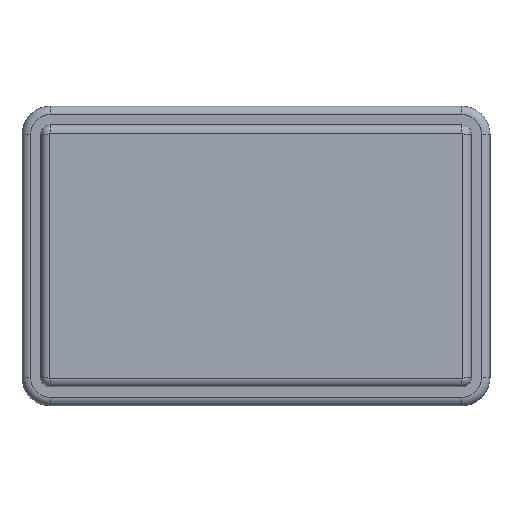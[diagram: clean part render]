
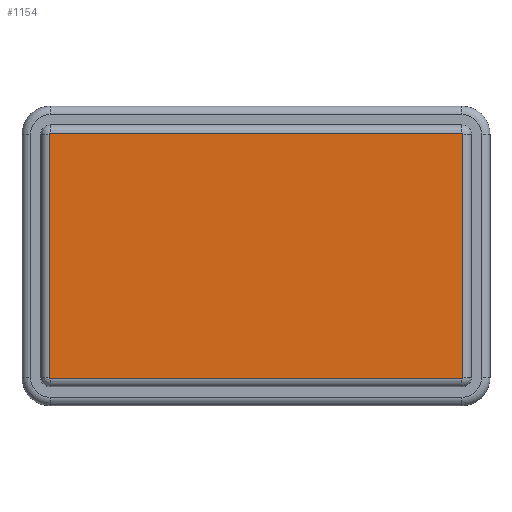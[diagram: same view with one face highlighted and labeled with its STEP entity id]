
A CAD part, top view. The second image highlights one B-rep face of the part: STEP entity #1154.
In plain terms, the highlighted planar face has unit normal (0, 0, 1).
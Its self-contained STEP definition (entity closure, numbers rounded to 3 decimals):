
#912 = VERTEX_POINT('',#913);
#913 = CARTESIAN_POINT('',(-2.21,-1.3,0.7));
#920 = EDGE_CURVE('',#912,#921,#923,.T.);
#921 = VERTEX_POINT('',#922);
#922 = CARTESIAN_POINT('',(-2.21,1.3,0.7));
#923 = LINE('',#924,#925);
#924 = CARTESIAN_POINT('',(-2.21,-1.3,0.7));
#925 = VECTOR('',#926,1.);
#926 = DIRECTION('',(0.,1.,0.));
#1011 = VERTEX_POINT('',#1012);
#1012 = CARTESIAN_POINT('',(-2.2,-1.31,0.7));
#1021 = EDGE_CURVE('',#1011,#912,#1022,.T.);
#1022 = CIRCLE('',#1023,0.01);
#1023 = AXIS2_PLACEMENT_3D('',#1024,#1025,#1026);
#1024 = CARTESIAN_POINT('',(-2.2,-1.3,0.7));
#1025 = DIRECTION('',(-0.,-0.,-1.));
#1026 = DIRECTION('',(0.,-1.,0.));
#1154 = ADVANCED_FACE('',(#1155),#1208,.T.);
#1155 = FACE_BOUND('',#1156,.T.);
#1156 = EDGE_LOOP('',(#1157,#1158,#1159,#1167,#1176,#1184,#1193,#1201));
#1157 = ORIENTED_EDGE('',*,*,#920,.F.);
#1158 = ORIENTED_EDGE('',*,*,#1021,.F.);
#1159 = ORIENTED_EDGE('',*,*,#1160,.F.);
#1160 = EDGE_CURVE('',#1161,#1011,#1163,.T.);
#1161 = VERTEX_POINT('',#1162);
#1162 = CARTESIAN_POINT('',(2.2,-1.31,0.7));
#1163 = LINE('',#1164,#1165);
#1164 = CARTESIAN_POINT('',(2.2,-1.31,0.7));
#1165 = VECTOR('',#1166,1.);
#1166 = DIRECTION('',(-1.,-0.,-0.));
#1167 = ORIENTED_EDGE('',*,*,#1168,.F.);
#1168 = EDGE_CURVE('',#1169,#1161,#1171,.T.);
#1169 = VERTEX_POINT('',#1170);
#1170 = CARTESIAN_POINT('',(2.21,-1.3,0.7));
#1171 = CIRCLE('',#1172,0.01);
#1172 = AXIS2_PLACEMENT_3D('',#1173,#1174,#1175);
#1173 = CARTESIAN_POINT('',(2.2,-1.3,0.7));
#1174 = DIRECTION('',(0.,0.,-1.));
#1175 = DIRECTION('',(1.,0.,0.));
#1176 = ORIENTED_EDGE('',*,*,#1177,.F.);
#1177 = EDGE_CURVE('',#1178,#1169,#1180,.T.);
#1178 = VERTEX_POINT('',#1179);
#1179 = CARTESIAN_POINT('',(2.21,1.3,0.7));
#1180 = LINE('',#1181,#1182);
#1181 = CARTESIAN_POINT('',(2.21,1.3,0.7));
#1182 = VECTOR('',#1183,1.);
#1183 = DIRECTION('',(-0.,-1.,-0.));
#1184 = ORIENTED_EDGE('',*,*,#1185,.F.);
#1185 = EDGE_CURVE('',#1186,#1178,#1188,.T.);
#1186 = VERTEX_POINT('',#1187);
#1187 = CARTESIAN_POINT('',(2.2,1.31,0.7));
#1188 = CIRCLE('',#1189,0.01);
#1189 = AXIS2_PLACEMENT_3D('',#1190,#1191,#1192);
#1190 = CARTESIAN_POINT('',(2.2,1.3,0.7));
#1191 = DIRECTION('',(0.,0.,-1.));
#1192 = DIRECTION('',(0.,1.,0.));
#1193 = ORIENTED_EDGE('',*,*,#1194,.F.);
#1194 = EDGE_CURVE('',#1195,#1186,#1197,.T.);
#1195 = VERTEX_POINT('',#1196);
#1196 = CARTESIAN_POINT('',(-2.2,1.31,0.7));
#1197 = LINE('',#1198,#1199);
#1198 = CARTESIAN_POINT('',(-2.2,1.31,0.7));
#1199 = VECTOR('',#1200,1.);
#1200 = DIRECTION('',(1.,0.,0.));
#1201 = ORIENTED_EDGE('',*,*,#1202,.F.);
#1202 = EDGE_CURVE('',#921,#1195,#1203,.T.);
#1203 = CIRCLE('',#1204,0.01);
#1204 = AXIS2_PLACEMENT_3D('',#1205,#1206,#1207);
#1205 = CARTESIAN_POINT('',(-2.2,1.3,0.7));
#1206 = DIRECTION('',(0.,0.,-1.));
#1207 = DIRECTION('',(-1.,0.,0.));
#1208 = PLANE('',#1209);
#1209 = AXIS2_PLACEMENT_3D('',#1210,#1211,#1212);
#1210 = CARTESIAN_POINT('',(-2.3,-1.4,0.7));
#1211 = DIRECTION('',(0.,0.,1.));
#1212 = DIRECTION('',(1.,0.,0.));
